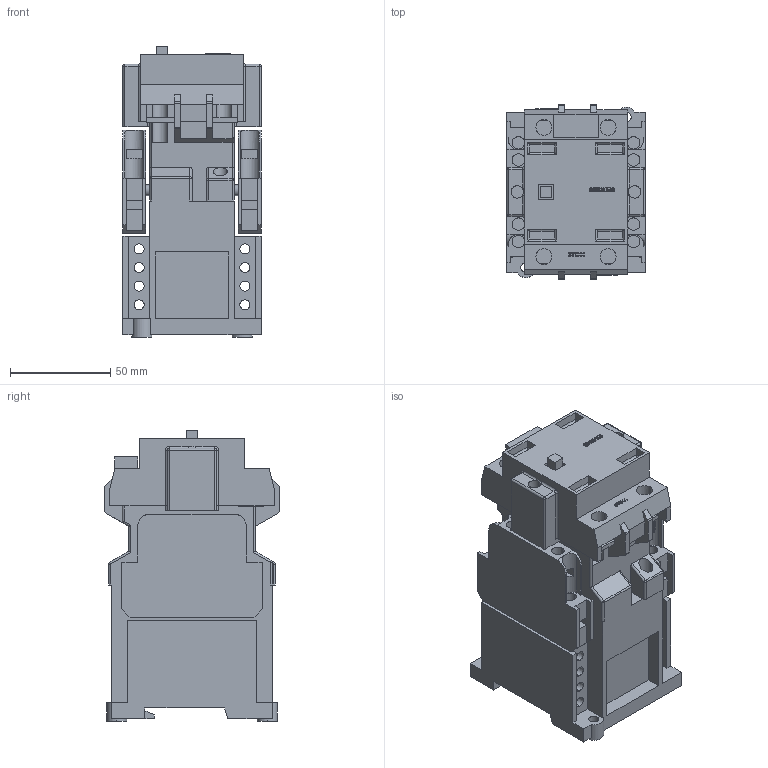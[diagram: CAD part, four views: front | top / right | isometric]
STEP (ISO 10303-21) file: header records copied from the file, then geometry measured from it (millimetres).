
FILE_DESCRIPTION(/* description */ (''),/* implementation_level */ '2;1');
FILE_NAME(/* name */ 'G_IC03_XX_02692V.stp',/* time_stamp */ '2024-01-09T12:44:47+01:00',/* author */ (''),/* organization */ (''),/* preprocessor_version */ 'ST-DEVELOPER v18.101',/* originating_system */ 'SIEMENS PLM Software NX 2008',/* authorisation */ '');
FILE_SCHEMA (('AUTOMOTIVE_DESIGN { 1 0 10303 214 3 1 1 1 }'));
Length unit declared in the file: millimetre
Products named in the file (1): G_IC03_XX_02692V
Bounding box: 69 x 87 x 145 mm (x, y, z)
Volume: 564539.8 mm3; surface area: 90798.2 mm2
Topology: 1 solids, 1 shells, 651 faces, 1779 edges, 1150 vertices
Faces by surface type: plane 400, cylinder 228, sphere 12, torus 4, extrusion 4, bspline 3
Entity records: 25595 total; most frequent: CARTESIAN_POINT 4843, ORIENTED_EDGE 3534, DIRECTION 3072, EDGE_CURVE 1767, VECTOR 1206, LINE 1202, VERTEX_POINT 1150, AXIS2_PLACEMENT_3D 933
